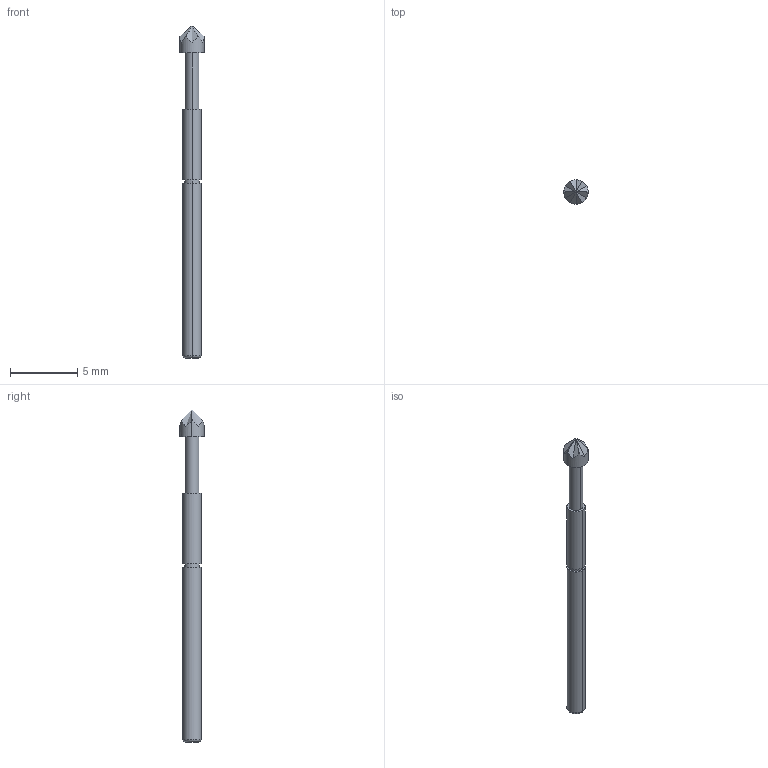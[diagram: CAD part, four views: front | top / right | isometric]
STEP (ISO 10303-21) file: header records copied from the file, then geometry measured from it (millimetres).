
FILE_DESCRIPTION((''),'2;1');
FILE_NAME('P25-5223','2012-06-14T',('wbourne'),(''),'PRO/ENGINEER BY PARAMETRIC TECHNOLOGY CORPORATION, 2011490','PRO/ENGINEER BY PARAMETRIC TECHNOLOGY CORPORATION, 2011490','');
FILE_SCHEMA(('CONFIG_CONTROL_DESIGN','SHAPE_APPEARANCE_LAYERS_GROUPS'));
Length unit declared in the file: millimetre
Products named in the file (1): P25-5223
Bounding box: 1.8 x 1.8 x 24.7 mm (x, y, z)
Volume: 33.6 mm3; surface area: 106.9 mm2
Topology: 1 solids, 1 shells, 35 faces, 76 edges, 47 vertices
Faces by surface type: plane 17, cylinder 10, cone 6, torus 2
Entity records: 1280 total; most frequent: CARTESIAN_POINT 250, DIRECTION 152, ORIENTED_EDGE 152, PRESENTATION_STYLE_ASSIGNMENT 77, STYLED_ITEM 77, CURVE_STYLE 76, EDGE_CURVE 76, AXIS2_PLACEMENT_3D 65
